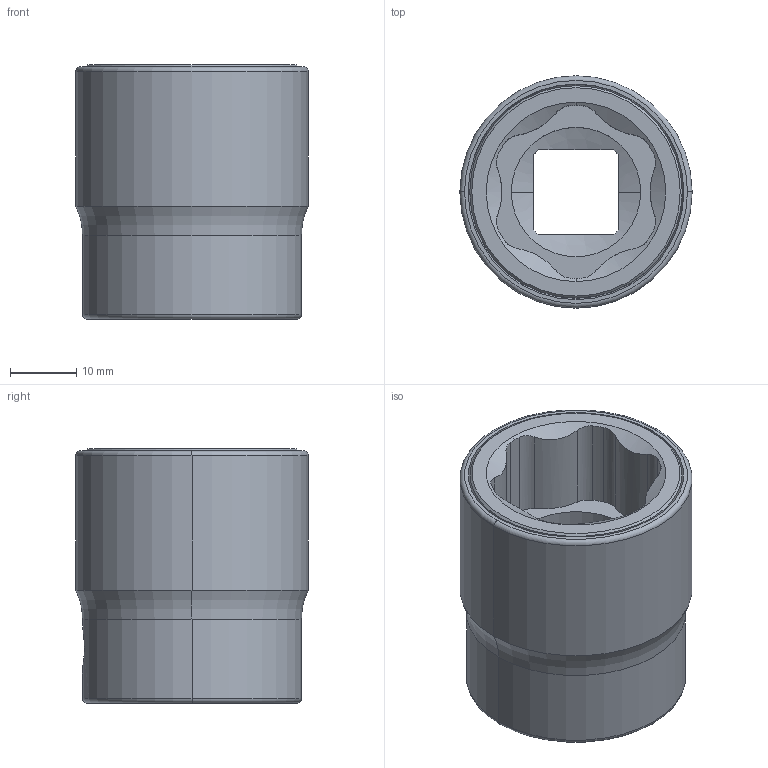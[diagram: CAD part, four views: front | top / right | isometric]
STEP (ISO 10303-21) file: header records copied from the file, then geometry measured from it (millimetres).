
FILE_DESCRIPTION((''),'2;1');
FILE_NAME('4027131122_ASM','2023-09-25T15:36:44',('a00565553'),(''),'CREO PARAMETRIC BY PTC INC, 2022414','CREO PARAMETRIC BY PTC INC, 2022414','');
FILE_SCHEMA(('CONFIG_CONTROL_DESIGN','GEOMETRIC_VALIDATION_PROPERTIES_MIM'));
Length unit declared in the file: millimetre
Products named in the file (3): 4027130822; 4027299236; 4027131122_ASM
Assembly tree (2 placements, depth 2):
  4027131122_ASM
    4027130822
    4027299236
Bounding box: 35 x 35 x 38.3 mm (x, y, z)
Volume: 21134.8 mm3; surface area: 15430.5 mm2
Topology: 2 solids, 2 shells, 92 faces, 245 edges, 154 vertices
Faces by surface type: cylinder 53, plane 14, torus 13, cone 12
Entity records: 3609 total; most frequent: CARTESIAN_POINT 936, DIRECTION 492, ORIENTED_EDGE 490, EDGE_CURVE 245, AXIS2_PLACEMENT_3D 209, VERTEX_POINT 154, CIRCLE 112, EDGE_LOOP 99
